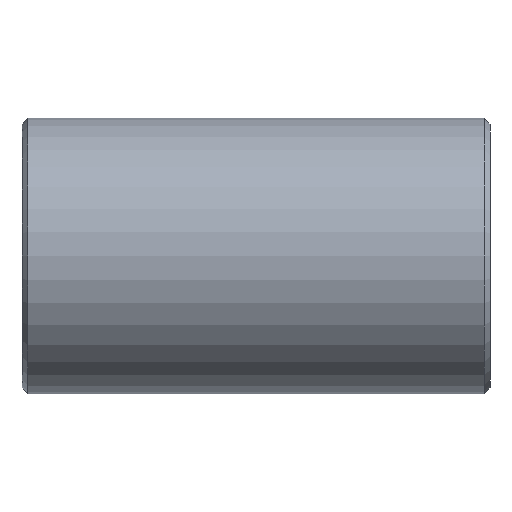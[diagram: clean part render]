
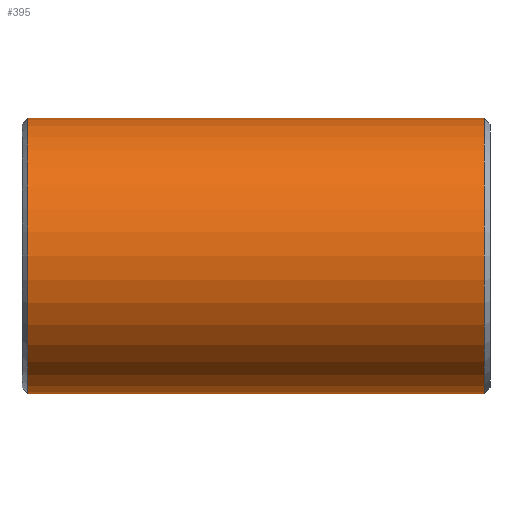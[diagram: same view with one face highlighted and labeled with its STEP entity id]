
A CAD part, front view. The second image highlights one B-rep face of the part: STEP entity #395.
In plain terms, the highlighted cylindrical face has radius 84.138 mm (diameter 168.275 mm), a partial arc.
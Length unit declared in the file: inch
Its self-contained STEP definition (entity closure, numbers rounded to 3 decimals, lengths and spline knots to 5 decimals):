
#24 = ORIENTED_EDGE ( 'NONE', *, *, #37, .F. ) ;
#37 = EDGE_CURVE ( 'NONE', #241, #599, #99, .T. ) ;
#45 = ORIENTED_EDGE ( 'NONE', *, *, #534, .T. ) ;
#73 = DIRECTION ( 'NONE',  ( 0., 0., -1. ) ) ;
#98 = CARTESIAN_POINT ( 'NONE',  ( 5.62, 0., 0. ) ) ;
#99 = LINE ( 'NONE', #813, #189 ) ;
#140 = DIRECTION ( 'NONE',  ( -1., 0., 0. ) ) ;
#147 = ORIENTED_EDGE ( 'NONE', *, *, #904, .T. ) ;
#170 = DIRECTION ( 'NONE',  ( -1., 0., 0. ) ) ;
#173 = DIRECTION ( 'NONE',  ( -1., 0., 0. ) ) ;
#189 = VECTOR ( 'NONE', #170, 39.37008 ) ;
#241 = VERTEX_POINT ( 'NONE', #907 ) ;
#287 = ORIENTED_EDGE ( 'NONE', *, *, #709, .T. ) ;
#296 = AXIS2_PLACEMENT_3D ( 'NONE', #482, #478, #610 ) ;
#303 = FACE_OUTER_BOUND ( 'NONE', #742, .T. ) ;
#384 = DIRECTION ( 'NONE',  ( 0., 0., 1. ) ) ;
#395 = ADVANCED_FACE ( 'NONE', ( #303 ), #871, .T. ) ;
#450 = CARTESIAN_POINT ( 'NONE',  ( 5.62, 0., 3.3125 ) ) ;
#478 = DIRECTION ( 'NONE',  ( 1., 0., 0. ) ) ;
#482 = CARTESIAN_POINT ( 'NONE',  ( -5.476, 0., 0. ) ) ;
#489 = AXIS2_PLACEMENT_3D ( 'NONE', #98, #173, #384 ) ;
#534 = EDGE_CURVE ( 'NONE', #241, #838, #758, .T. ) ;
#541 = CARTESIAN_POINT ( 'NONE',  ( -5.476, 0., -3.3125 ) ) ;
#594 = AXIS2_PLACEMENT_3D ( 'NONE', #780, #140, #73 ) ;
#599 = VERTEX_POINT ( 'NONE', #541 ) ;
#610 = DIRECTION ( 'NONE',  ( 0., 0., 1. ) ) ;
#625 = VECTOR ( 'NONE', #792, 39.37008 ) ;
#660 = CARTESIAN_POINT ( 'NONE',  ( -5.476, 0., 3.3125 ) ) ;
#666 = CIRCLE ( 'NONE', #296, 3.3125 ) ;
#709 = EDGE_CURVE ( 'NONE', #916, #599, #666, .T. ) ;
#742 = EDGE_LOOP ( 'NONE', ( #24, #45, #147, #287 ) ) ;
#758 = CIRCLE ( 'NONE', #594, 3.3125 ) ;
#780 = CARTESIAN_POINT ( 'NONE',  ( 5.476, 0., 0. ) ) ;
#792 = DIRECTION ( 'NONE',  ( -1., 0., 0. ) ) ;
#813 = CARTESIAN_POINT ( 'NONE',  ( 5.62, 0., -3.3125 ) ) ;
#825 = CARTESIAN_POINT ( 'NONE',  ( 5.476, 0., 3.3125 ) ) ;
#838 = VERTEX_POINT ( 'NONE', #825 ) ;
#871 = CYLINDRICAL_SURFACE ( 'NONE', #489, 3.3125 ) ;
#881 = LINE ( 'NONE', #450, #625 ) ;
#904 = EDGE_CURVE ( 'NONE', #838, #916, #881, .T. ) ;
#907 = CARTESIAN_POINT ( 'NONE',  ( 5.476, 0., -3.3125 ) ) ;
#916 = VERTEX_POINT ( 'NONE', #660 ) ;
